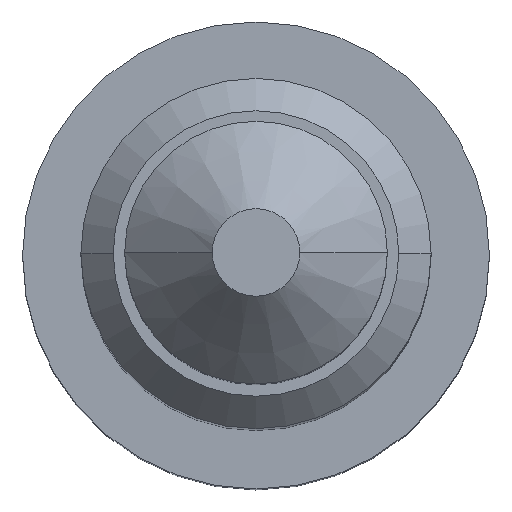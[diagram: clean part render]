
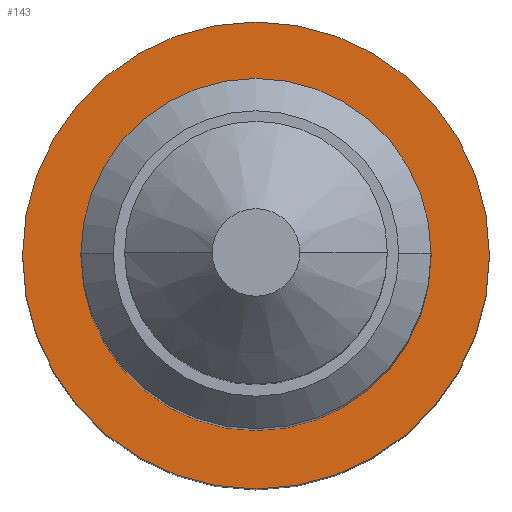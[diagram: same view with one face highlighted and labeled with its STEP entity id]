
A CAD part, top view. The second image highlights one B-rep face of the part: STEP entity #143.
In plain terms, the highlighted planar face has unit normal (0, 0, 1).
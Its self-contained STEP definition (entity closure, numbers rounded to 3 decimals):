
#4 = EDGE_LOOP ( 'NONE', ( #354, #153 ) ) ;
#7 = PLANE ( 'NONE',  #223 ) ;
#19 = DIRECTION ( 'NONE',  ( 1., 0., 0. ) ) ;
#27 = CARTESIAN_POINT ( 'NONE',  ( 3., 0., 10. ) ) ;
#30 = CARTESIAN_POINT ( 'NONE',  ( 0., 0., 10. ) ) ;
#53 = AXIS2_PLACEMENT_3D ( 'NONE', #313, #152, #19 ) ;
#76 = FACE_BOUND ( 'NONE', #146, .T. ) ;
#77 = DIRECTION ( 'NONE',  ( 1., 0., 0. ) ) ;
#78 = ORIENTED_EDGE ( 'NONE', *, *, #314, .F. ) ;
#90 = VERTEX_POINT ( 'NONE', #406 ) ;
#105 = CARTESIAN_POINT ( 'NONE',  ( 0., 0., 10. ) ) ;
#114 = VERTEX_POINT ( 'NONE', #309 ) ;
#125 = CIRCLE ( 'NONE', #151, 3. ) ;
#132 = EDGE_CURVE ( 'NONE', #134, #327, #140, .T. ) ;
#134 = VERTEX_POINT ( 'NONE', #270 ) ;
#138 = CARTESIAN_POINT ( 'NONE',  ( 0., 0., 10. ) ) ;
#140 = CIRCLE ( 'NONE', #405, 3. ) ;
#143 = ADVANCED_FACE ( 'NONE', ( #76, #167 ), #7, .T. ) ;
#145 = CARTESIAN_POINT ( 'NONE',  ( 0., 0., 10. ) ) ;
#146 = EDGE_LOOP ( 'NONE', ( #277, #78 ) ) ;
#151 = AXIS2_PLACEMENT_3D ( 'NONE', #30, #218, #257 ) ;
#152 = DIRECTION ( 'NONE',  ( 0., 0., 1. ) ) ;
#153 = ORIENTED_EDGE ( 'NONE', *, *, #242, .T. ) ;
#167 = FACE_OUTER_BOUND ( 'NONE', #4, .T. ) ;
#179 = DIRECTION ( 'NONE',  ( 0., 0., 1. ) ) ;
#218 = DIRECTION ( 'NONE',  ( 0., 0., 1. ) ) ;
#223 = AXIS2_PLACEMENT_3D ( 'NONE', #138, #375, #374 ) ;
#242 = EDGE_CURVE ( 'NONE', #90, #114, #292, .T. ) ;
#246 = AXIS2_PLACEMENT_3D ( 'NONE', #145, #179, #77 ) ;
#251 = EDGE_CURVE ( 'NONE', #114, #90, #275, .T. ) ;
#257 = DIRECTION ( 'NONE',  ( 1., 0., 0. ) ) ;
#270 = CARTESIAN_POINT ( 'NONE',  ( -3., 0., 10. ) ) ;
#275 = CIRCLE ( 'NONE', #246, 4. ) ;
#277 = ORIENTED_EDGE ( 'NONE', *, *, #132, .F. ) ;
#292 = CIRCLE ( 'NONE', #53, 4. ) ;
#309 = CARTESIAN_POINT ( 'NONE',  ( -4., 0., 10. ) ) ;
#313 = CARTESIAN_POINT ( 'NONE',  ( 0., 0., 10. ) ) ;
#314 = EDGE_CURVE ( 'NONE', #327, #134, #125, .T. ) ;
#327 = VERTEX_POINT ( 'NONE', #27 ) ;
#354 = ORIENTED_EDGE ( 'NONE', *, *, #251, .T. ) ;
#374 = DIRECTION ( 'NONE',  ( 1., 0., 0. ) ) ;
#375 = DIRECTION ( 'NONE',  ( 0., 0., 1. ) ) ;
#379 = DIRECTION ( 'NONE',  ( 1., 0., 0. ) ) ;
#405 = AXIS2_PLACEMENT_3D ( 'NONE', #105, #412, #379 ) ;
#406 = CARTESIAN_POINT ( 'NONE',  ( 4., 0., 10. ) ) ;
#412 = DIRECTION ( 'NONE',  ( 0., 0., 1. ) ) ;
